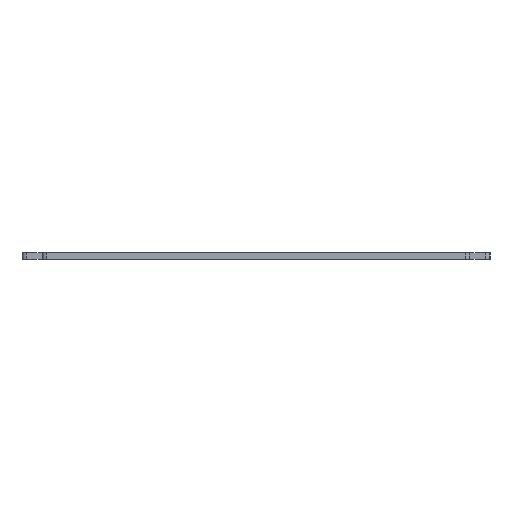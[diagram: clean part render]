
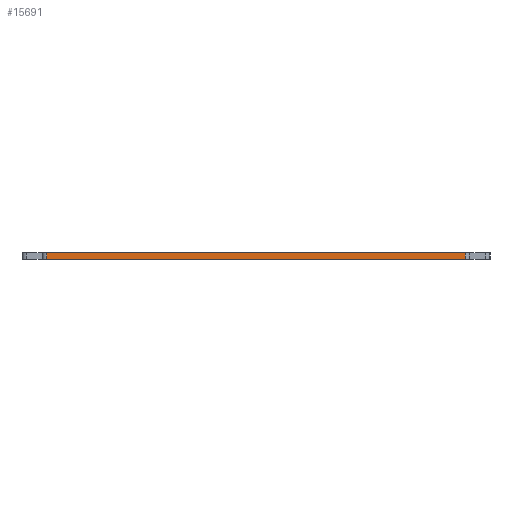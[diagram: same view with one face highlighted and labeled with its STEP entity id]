
A CAD part, left-side view. The second image highlights one B-rep face of the part: STEP entity #15691.
In plain terms, the highlighted planar face has unit normal (-1, 0, 0).
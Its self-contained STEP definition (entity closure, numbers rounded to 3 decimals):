
#553=PLANE('',#17234);
#1333=FACE_OUTER_BOUND('',#2178,.T.);
#2178=EDGE_LOOP('',(#13749,#13750,#13751,#13752));
#3048=LINE('',#22034,#4589);
#4544=LINE('',#26472,#6085);
#4545=LINE('',#26475,#6086);
#4546=LINE('',#26476,#6087);
#4589=VECTOR('',#17388,10.);
#6085=VECTOR('',#21812,10.);
#6086=VECTOR('',#21815,10.);
#6087=VECTOR('',#21816,10.);
#6150=VERTEX_POINT('',#22031);
#6151=VERTEX_POINT('',#22033);
#7629=VERTEX_POINT('',#26470);
#7630=VERTEX_POINT('',#26474);
#7703=EDGE_CURVE('',#6150,#6151,#3048,.T.);
#9923=EDGE_CURVE('',#7629,#6151,#4544,.T.);
#9924=EDGE_CURVE('',#7629,#7630,#4545,.T.);
#9925=EDGE_CURVE('',#7630,#6150,#4546,.T.);
#13749=ORIENTED_EDGE('',*,*,#9924,.F.);
#13750=ORIENTED_EDGE('',*,*,#9923,.T.);
#13751=ORIENTED_EDGE('',*,*,#7703,.F.);
#13752=ORIENTED_EDGE('',*,*,#9925,.F.);
#15691=ADVANCED_FACE('',(#1333),#553,.T.);
#17234=AXIS2_PLACEMENT_3D('',#26473,#21813,#21814);
#17388=DIRECTION('',(0.,-1.,0.));
#21812=DIRECTION('',(0.,0.,1.));
#21813=DIRECTION('center_axis',(-1.,0.,0.));
#21814=DIRECTION('ref_axis',(0.,-1.,0.));
#21815=DIRECTION('',(0.,1.,0.));
#21816=DIRECTION('',(0.,0.,1.));
#22031=CARTESIAN_POINT('',(0.1,-1.,1.5));
#22033=CARTESIAN_POINT('',(0.1,-94.25,1.5));
#22034=CARTESIAN_POINT('',(0.1,-94.25,1.5));
#26470=CARTESIAN_POINT('',(0.1,-94.25,0.));
#26472=CARTESIAN_POINT('',(0.1,-94.25,0.));
#26473=CARTESIAN_POINT('Origin',(0.1,-1.,0.));
#26474=CARTESIAN_POINT('',(0.1,-1.,0.));
#26475=CARTESIAN_POINT('',(0.1,-94.25,0.));
#26476=CARTESIAN_POINT('',(0.1,-1.,0.));
